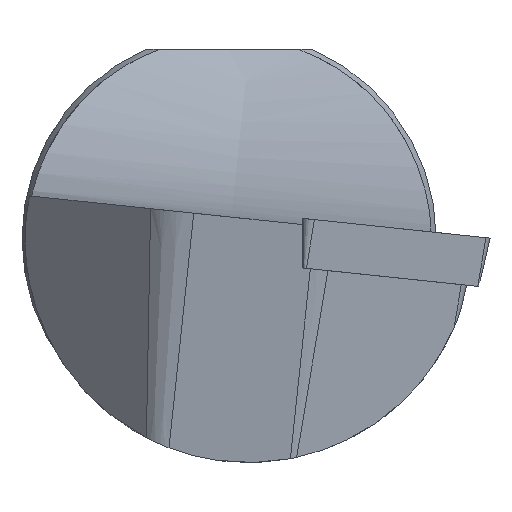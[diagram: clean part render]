
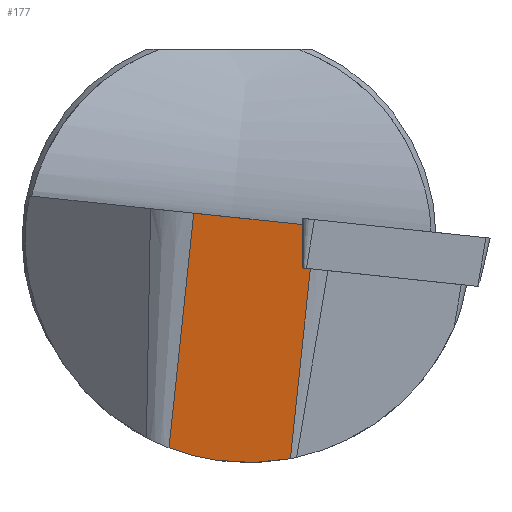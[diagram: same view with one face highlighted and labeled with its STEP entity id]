
A CAD part, left-side view. The second image highlights one B-rep face of the part: STEP entity #177.
In plain terms, the highlighted planar face has unit normal (-0.993, 0.013, -0.121).
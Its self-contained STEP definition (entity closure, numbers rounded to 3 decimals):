
#40=ELLIPSE('',#718,10.881,10.8);
#46=B_SPLINE_CURVE_WITH_KNOTS('',3,(#963,#964,#965,#966),.UNSPECIFIED.,
 .F.,.F.,(4,4),(0.,1.),.UNSPECIFIED.);
#157=PLANE('',#719);
#177=ADVANCED_FACE('',(#223),#157,.F.);
#223=FACE_OUTER_BOUND('',#257,.T.);
#257=EDGE_LOOP('',(#395,#396,#397,#398,#399,#400));
#297=LINE('',#956,#334);
#298=LINE('',#959,#335);
#299=LINE('',#961,#336);
#300=LINE('',#968,#337);
#334=VECTOR('',#804,1.);
#335=VECTOR('',#805,1.);
#336=VECTOR('',#806,1.);
#337=VECTOR('',#807,1.);
#395=ORIENTED_EDGE('',*,*,#614,.T.);
#396=ORIENTED_EDGE('',*,*,#615,.T.);
#397=ORIENTED_EDGE('',*,*,#616,.F.);
#398=ORIENTED_EDGE('',*,*,#617,.F.);
#399=ORIENTED_EDGE('',*,*,#618,.F.);
#400=ORIENTED_EDGE('',*,*,#619,.F.);
#549=VERTEX_POINT('',#957);
#550=VERTEX_POINT('',#958);
#551=VERTEX_POINT('',#960);
#552=VERTEX_POINT('',#962);
#553=VERTEX_POINT('',#967);
#554=VERTEX_POINT('',#969);
#614=EDGE_CURVE('',#549,#550,#297,.T.);
#615=EDGE_CURVE('',#550,#551,#298,.T.);
#616=EDGE_CURVE('',#552,#551,#299,.T.);
#617=EDGE_CURVE('',#553,#552,#46,.T.);
#618=EDGE_CURVE('',#554,#553,#300,.T.);
#619=EDGE_CURVE('',#549,#554,#40,.T.);
#718=AXIS2_PLACEMENT_3D('',#970,#808,#809);
#719=AXIS2_PLACEMENT_3D('',#971,#810,#811);
#804=DIRECTION('',(-0.122,-0.104,0.987));
#805=DIRECTION('',(0.,0.995,0.105));
#806=DIRECTION('',(0.121,-0.017,-0.993));
#807=DIRECTION('',(-0.122,-0.104,0.987));
#808=DIRECTION('',(0.993,-0.013,0.121));
#809=DIRECTION('',(-0.122,-0.104,0.987));
#810=DIRECTION('',(0.993,-0.013,0.121));
#811=DIRECTION('',(0.121,0.,-0.993));
#956=CARTESIAN_POINT('',(0.8,-4.173,0.928));
#957=CARTESIAN_POINT('',(2.225,-2.961,-10.611));
#958=CARTESIAN_POINT('',(1.092,-3.925,-1.439));
#959=CARTESIAN_POINT('',(1.092,1.925,-0.824));
#960=CARTESIAN_POINT('',(1.092,-3.569,-1.402));
#961=CARTESIAN_POINT('',(0.723,-3.516,1.624));
#962=CARTESIAN_POINT('',(0.837,-3.532,0.694));
#963=CARTESIAN_POINT('',(0.837,1.708,1.244));
#964=CARTESIAN_POINT('',(0.837,-0.039,1.061));
#965=CARTESIAN_POINT('',(0.837,-1.786,0.877));
#966=CARTESIAN_POINT('',(0.837,-3.532,0.694));
#967=CARTESIAN_POINT('',(0.837,1.708,1.244));
#968=CARTESIAN_POINT('',(0.8,1.677,1.543));
#969=CARTESIAN_POINT('',(2.236,2.899,-10.091));
#970=CARTESIAN_POINT('',(0.955,-0.95,0.));
#971=CARTESIAN_POINT('',(0.8,1.677,1.543));
